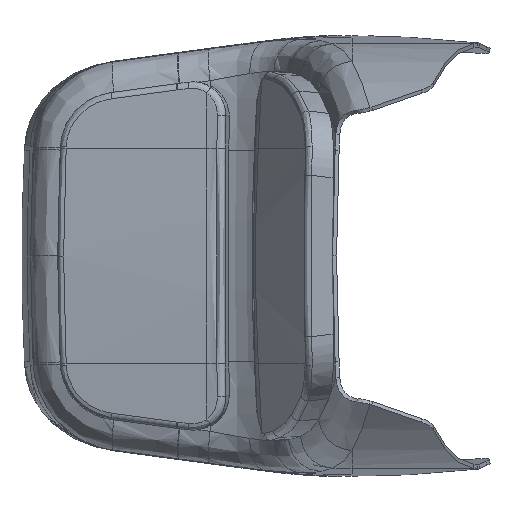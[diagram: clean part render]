
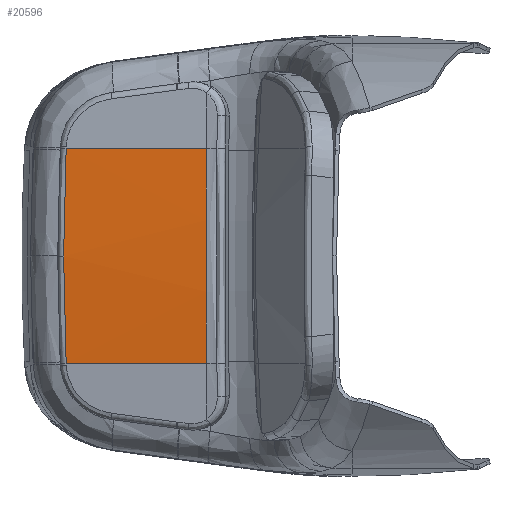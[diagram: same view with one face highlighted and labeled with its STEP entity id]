
A CAD part, left-side view. The second image highlights one B-rep face of the part: STEP entity #20596.
In plain terms, the highlighted cylindrical face has radius 1520 mm (diameter 3040 mm), a partial arc.
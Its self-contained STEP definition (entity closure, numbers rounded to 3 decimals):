
#19256=DIRECTION('',(-0.118,-0.993,
0.));
#19257=VECTOR('',#19256,104.775);
#19258=CARTESIAN_POINT('',(311.388,535.163,
-79.551));
#19259=LINE('',#19258,#19257);
#19464=CARTESIAN_POINT('',(1806.41,252.397,
0.));
#19465=DIRECTION('',(0.118,0.993,0.));
#19466=DIRECTION('',(-0.992,0.118,-0.052));
#19467=AXIS2_PLACEMENT_3D('',#19464,#19465,#19466);
#19469=DIRECTION('',(0.047,-0.048,-0.998));
#19470=VECTOR('',#19469,0.21);
#19471=CARTESIAN_POINT('',(311.378,535.174,
-79.341));
#19472=LINE('',#19471,#19470);
#19473=CARTESIAN_POINT('',(309.513,537.042,
0.));
#19474=CARTESIAN_POINT('',(309.513,537.042,
-3.895));
#19475=CARTESIAN_POINT('',(309.541,537.012,
-11.903));
#19476=CARTESIAN_POINT('',(309.663,536.889,
-23.712));
#19477=CARTESIAN_POINT('',(309.916,536.637,
-37.888));
#19478=CARTESIAN_POINT('',(310.314,536.238,
-52.695));
#19479=CARTESIAN_POINT('',(310.824,535.727,
-66.996));
#19480=CARTESIAN_POINT('',(311.191,535.36,
-75.373));
#19481=CARTESIAN_POINT('',(311.378,535.174,
-79.341));
#19483=CARTESIAN_POINT('',(311.378,535.174,79.341));
#19484=CARTESIAN_POINT('',(311.295,535.256,77.582));
#19485=CARTESIAN_POINT('',(311.12,535.431,73.753));
#19486=CARTESIAN_POINT('',(310.837,535.715,66.982));
#19487=CARTESIAN_POINT('',(310.554,535.998,59.463));
#19488=CARTESIAN_POINT('',(310.287,536.264,51.374));
#19489=CARTESIAN_POINT('',(310.051,536.502,42.924));
#19490=CARTESIAN_POINT('',(309.855,536.698,34.356));
#19491=CARTESIAN_POINT('',(309.705,536.848,25.905));
#19492=CARTESIAN_POINT('',(309.6,536.953,17.786));
#19493=CARTESIAN_POINT('',(309.531,537.023,9.333));
#19494=CARTESIAN_POINT('',(309.513,537.042,3.181));
#19495=CARTESIAN_POINT('',(309.513,537.042,
0.));
#19497=DIRECTION('',(-0.047,0.048,-0.998));
#19498=VECTOR('',#19497,0.21);
#19499=CARTESIAN_POINT('',(311.388,535.163,79.551));
#19500=LINE('',#19499,#19498);
#19720=DIRECTION('',(-0.118,-0.993,0.));
#19721=VECTOR('',#19720,104.775);
#19722=CARTESIAN_POINT('',(311.388,535.163,79.551));
#19723=LINE('',#19722,#19721);
#19949=CARTESIAN_POINT('',(299.052,431.118,
-79.551));
#19950=CARTESIAN_POINT('',(299.052,431.118,79.551));
#19951=VERTEX_POINT('',#19949);
#19952=VERTEX_POINT('',#19950);
#19961=CARTESIAN_POINT('',(311.378,535.174,
-79.341));
#19962=CARTESIAN_POINT('',(311.388,535.163,
-79.551));
#19963=VERTEX_POINT('',#19961);
#19964=VERTEX_POINT('',#19962);
#20011=CARTESIAN_POINT('',(311.388,535.163,79.551));
#20012=VERTEX_POINT('',#20011);
#20015=CARTESIAN_POINT('',(311.378,535.174,79.341));
#20016=VERTEX_POINT('',#20015);
#20018=VERTEX_POINT('',#19495);
#20577=CARTESIAN_POINT('',(1951.875,1479.273,
0.));
#20578=DIRECTION('',(-0.118,-0.993,0.));
#20579=DIRECTION('',(-0.992,0.118,0.052));
#20580=AXIS2_PLACEMENT_3D('',#20577,#20578,#20579);
#20581=CYLINDRICAL_SURFACE('',#20580,1520.);
#20583=ORIENTED_EDGE('',*,*,#20582,.F.);
#20585=ORIENTED_EDGE('',*,*,#20584,.F.);
#20587=ORIENTED_EDGE('',*,*,#20586,.F.);
#20589=ORIENTED_EDGE('',*,*,#20588,.F.);
#20591=ORIENTED_EDGE('',*,*,#20590,.T.);
#20592=ORIENTED_EDGE('',*,*,#20570,.F.);
#20593=ORIENTED_EDGE('',*,*,#20193,.F.);
#20594=EDGE_LOOP('',(#20583,#20585,#20587,#20589,#20591,#20592,#20593));
#20595=FACE_OUTER_BOUND('',#20594,.F.);
#20596=ADVANCED_FACE('',(#20595),#20581,.T.);
#19468=CIRCLE('',#19467,1520.);
#19482=B_SPLINE_CURVE_WITH_KNOTS('',3,(#19473,#19474,#19475,#19476,#19477,
#19478,#19479,#19480,#19481),.UNSPECIFIED.,.F.,.F.,(4,1,1,1,1,1,4),(0.,
0.167,0.333,0.5,0.667,0.833,
1.),.UNSPECIFIED.);
#19496=B_SPLINE_CURVE_WITH_KNOTS('',3,(#19483,#19484,#19485,#19486,#19487,
#19488,#19489,#19490,#19491,#19492,#19493,#19494,#19495),.UNSPECIFIED.,.F.,.F.,(
4,1,1,1,1,1,1,1,1,1,4),(0.,0.1,0.2,0.3,0.4,0.5,0.6,0.7,0.8,
0.9,1.),.UNSPECIFIED.);
#20193=EDGE_CURVE('',#19964,#19951,#19259,.T.);
#20570=EDGE_CURVE('',#19951,#19952,#19468,.T.);
#20582=EDGE_CURVE('',#19963,#19964,#19472,.T.);
#20584=EDGE_CURVE('',#20018,#19963,#19482,.T.);
#20586=EDGE_CURVE('',#20016,#20018,#19496,.T.);
#20588=EDGE_CURVE('',#20012,#20016,#19500,.T.);
#20590=EDGE_CURVE('',#20012,#19952,#19723,.T.);
